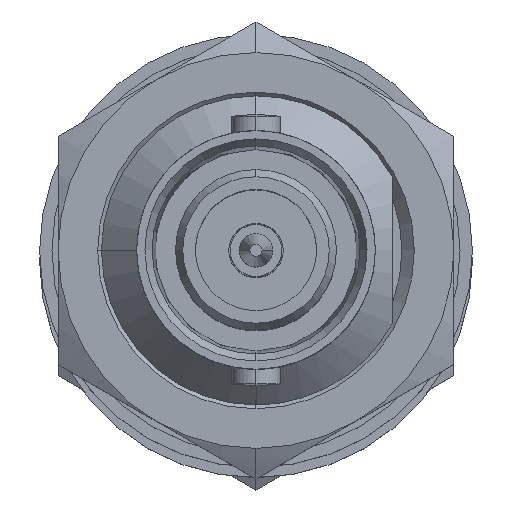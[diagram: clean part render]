
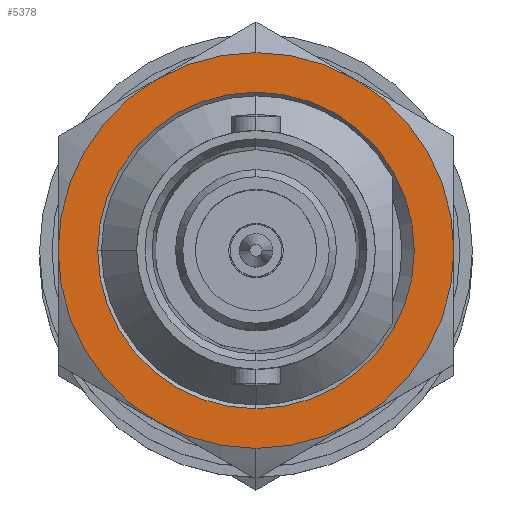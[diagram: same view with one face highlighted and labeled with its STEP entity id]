
A CAD part, top view. The second image highlights one B-rep face of the part: STEP entity #5378.
In plain terms, the highlighted face is planar.
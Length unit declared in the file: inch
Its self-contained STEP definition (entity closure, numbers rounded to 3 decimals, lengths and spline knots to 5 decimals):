
#14 = CARTESIAN_POINT ( 'NONE',  ( 0., 0., 0. ) ) ;
#36 = VERTEX_POINT ( 'NONE', #5158 ) ;
#49 = AXIS2_PLACEMENT_3D ( 'NONE', #4845, #4751, #6035 ) ;
#289 = DIRECTION ( 'NONE',  ( 0., -1., 0. ) ) ;
#308 = VERTEX_POINT ( 'NONE', #4978 ) ;
#353 = EDGE_CURVE ( 'NONE', #6822, #3502, #367, .T. ) ;
#367 = CIRCLE ( 'NONE', #5075, 0.31496 ) ;
#394 = CARTESIAN_POINT ( 'NONE',  ( 0., 0.27276, 0.15748 ) ) ;
#546 = DIRECTION ( 'NONE',  ( -1., 0., 0. ) ) ;
#575 = ORIENTED_EDGE ( 'NONE', *, *, #7914, .T. ) ;
#577 = VERTEX_POINT ( 'NONE', #5553 ) ;
#653 = ORIENTED_EDGE ( 'NONE', *, *, #2316, .T. ) ;
#666 = VERTEX_POINT ( 'NONE', #1290 ) ;
#710 = DIRECTION ( 'NONE',  ( 1., 0., 0. ) ) ;
#720 = EDGE_CURVE ( 'NONE', #666, #577, #4515, .T. ) ;
#770 = AXIS2_PLACEMENT_3D ( 'NONE', #8588, #4518, #2581 ) ;
#1029 = CARTESIAN_POINT ( 'NONE',  ( 0., 0., -0.25197 ) ) ;
#1194 = EDGE_CURVE ( 'NONE', #2899, #7365, #5496, .T. ) ;
#1290 = CARTESIAN_POINT ( 'NONE',  ( 0., 0.25197, 0. ) ) ;
#1360 = AXIS2_PLACEMENT_3D ( 'NONE', #5590, #1688, #2265 ) ;
#1390 = FACE_OUTER_BOUND ( 'NONE', #7345, .T. ) ;
#1395 = CARTESIAN_POINT ( 'NONE',  ( 0., 0., 0. ) ) ;
#1601 = ORIENTED_EDGE ( 'NONE', *, *, #7860, .T. ) ;
#1607 = DIRECTION ( 'NONE',  ( 1., 0., 0. ) ) ;
#1688 = DIRECTION ( 'NONE',  ( 1., 0., 0. ) ) ;
#1767 = DIRECTION ( 'NONE',  ( 0., -1., 0. ) ) ;
#2003 = DIRECTION ( 'NONE',  ( 0., 0., -1. ) ) ;
#2027 = AXIS2_PLACEMENT_3D ( 'NONE', #14, #546, #6821 ) ;
#2032 = CIRCLE ( 'NONE', #770, 0.31496 ) ;
#2091 = FACE_BOUND ( 'NONE', #6416, .T. ) ;
#2235 = CIRCLE ( 'NONE', #3251, 0.31496 ) ;
#2248 = VERTEX_POINT ( 'NONE', #1029 ) ;
#2265 = DIRECTION ( 'NONE',  ( 0., 1., 0. ) ) ;
#2316 = EDGE_CURVE ( 'NONE', #577, #2248, #6954, .T. ) ;
#2318 = CARTESIAN_POINT ( 'NONE',  ( 0., 0., 0. ) ) ;
#2319 = AXIS2_PLACEMENT_3D ( 'NONE', #3295, #3881, #1767 ) ;
#2471 = CIRCLE ( 'NONE', #2319, 0.25197 ) ;
#2581 = DIRECTION ( 'NONE',  ( 0., -0.866, -0.5 ) ) ;
#2590 = CARTESIAN_POINT ( 'NONE',  ( 0., -0.31496, 0. ) ) ;
#2627 = CARTESIAN_POINT ( 'NONE',  ( 0., 0., 0. ) ) ;
#2632 = AXIS2_PLACEMENT_3D ( 'NONE', #1395, #5427, #2003 ) ;
#2744 = EDGE_CURVE ( 'NONE', #308, #36, #2235, .T. ) ;
#2899 = VERTEX_POINT ( 'NONE', #394 ) ;
#2934 = DIRECTION ( 'NONE',  ( 0., 0.866, 0.5 ) ) ;
#3037 = DIRECTION ( 'NONE',  ( 0., -0.866, -0.5 ) ) ;
#3203 = AXIS2_PLACEMENT_3D ( 'NONE', #5750, #8452, #7608 ) ;
#3236 = CIRCLE ( 'NONE', #6924, 0.31496 ) ;
#3251 = AXIS2_PLACEMENT_3D ( 'NONE', #2627, #710, #7425 ) ;
#3295 = CARTESIAN_POINT ( 'NONE',  ( 0., 0., 0. ) ) ;
#3502 = VERTEX_POINT ( 'NONE', #5661 ) ;
#3814 = EDGE_CURVE ( 'NONE', #7008, #36, #3236, .T. ) ;
#3881 = DIRECTION ( 'NONE',  ( 1., 0., 0. ) ) ;
#3948 = CARTESIAN_POINT ( 'NONE',  ( 0., -0.27276, -0.15748 ) ) ;
#4216 = ORIENTED_EDGE ( 'NONE', *, *, #353, .F. ) ;
#4319 = ORIENTED_EDGE ( 'NONE', *, *, #720, .T. ) ;
#4372 = DIRECTION ( 'NONE',  ( 1., 0., 0. ) ) ;
#4515 = CIRCLE ( 'NONE', #1360, 0.25197 ) ;
#4518 = DIRECTION ( 'NONE',  ( -1., 0., 0. ) ) ;
#4633 = CIRCLE ( 'NONE', #2632, 0.31496 ) ;
#4751 = DIRECTION ( 'NONE',  ( 1., 0., 0. ) ) ;
#4845 = CARTESIAN_POINT ( 'NONE',  ( 0., 0., 0. ) ) ;
#4978 = CARTESIAN_POINT ( 'NONE',  ( 0., 0., 0.31496 ) ) ;
#5075 = AXIS2_PLACEMENT_3D ( 'NONE', #7716, #1607, #3037 ) ;
#5158 = CARTESIAN_POINT ( 'NONE',  ( 0., -0.27276, 0.15748 ) ) ;
#5378 = ADVANCED_FACE ( 'NONE', ( #2091, #1390 ), #8081, .F. ) ;
#5427 = DIRECTION ( 'NONE',  ( 1., 0., 0. ) ) ;
#5496 = CIRCLE ( 'NONE', #3203, 0.31496 ) ;
#5553 = CARTESIAN_POINT ( 'NONE',  ( 0., -0.25197, 0. ) ) ;
#5567 = VERTEX_POINT ( 'NONE', #5719 ) ;
#5590 = CARTESIAN_POINT ( 'NONE',  ( 0., 0., 0. ) ) ;
#5602 = DIRECTION ( 'NONE',  ( -1., 0., 0. ) ) ;
#5645 = EDGE_CURVE ( 'NONE', #7365, #5567, #7730, .T. ) ;
#5661 = CARTESIAN_POINT ( 'NONE',  ( 0., 0., -0.31496 ) ) ;
#5719 = CARTESIAN_POINT ( 'NONE',  ( 0., 0.27276, -0.15748 ) ) ;
#5750 = CARTESIAN_POINT ( 'NONE',  ( 0., 0., 0. ) ) ;
#5818 = ORIENTED_EDGE ( 'NONE', *, *, #1194, .T. ) ;
#5864 = CARTESIAN_POINT ( 'NONE',  ( 0., 0., 0. ) ) ;
#5905 = CIRCLE ( 'NONE', #8171, 0.31496 ) ;
#5927 = ORIENTED_EDGE ( 'NONE', *, *, #2744, .F. ) ;
#5987 = ORIENTED_EDGE ( 'NONE', *, *, #6540, .F. ) ;
#6035 = DIRECTION ( 'NONE',  ( 0., 1., 0. ) ) ;
#6292 = CARTESIAN_POINT ( 'NONE',  ( 0., 0.31496, 0. ) ) ;
#6306 = ORIENTED_EDGE ( 'NONE', *, *, #8264, .F. ) ;
#6345 = ORIENTED_EDGE ( 'NONE', *, *, #3814, .T. ) ;
#6416 = EDGE_LOOP ( 'NONE', ( #653, #1601, #4319 ) ) ;
#6540 = EDGE_CURVE ( 'NONE', #3502, #5567, #4633, .T. ) ;
#6821 = DIRECTION ( 'NONE',  ( 0., 0.866, 0.5 ) ) ;
#6822 = VERTEX_POINT ( 'NONE', #3948 ) ;
#6924 = AXIS2_PLACEMENT_3D ( 'NONE', #2318, #5602, #8387 ) ;
#6954 = CIRCLE ( 'NONE', #8099, 0.25197 ) ;
#7008 = VERTEX_POINT ( 'NONE', #2590 ) ;
#7061 = CARTESIAN_POINT ( 'NONE',  ( 0., 0., 0. ) ) ;
#7127 = DIRECTION ( 'NONE',  ( 1., 0., 0. ) ) ;
#7345 = EDGE_LOOP ( 'NONE', ( #5987, #4216, #575, #6345, #5927, #6306, #5818, #7799 ) ) ;
#7365 = VERTEX_POINT ( 'NONE', #6292 ) ;
#7425 = DIRECTION ( 'NONE',  ( 0., 0., 1. ) ) ;
#7608 = DIRECTION ( 'NONE',  ( 0., 0.866, 0.5 ) ) ;
#7716 = CARTESIAN_POINT ( 'NONE',  ( 0., 0., 0. ) ) ;
#7730 = CIRCLE ( 'NONE', #2027, 0.31496 ) ;
#7799 = ORIENTED_EDGE ( 'NONE', *, *, #5645, .T. ) ;
#7860 = EDGE_CURVE ( 'NONE', #2248, #666, #2471, .T. ) ;
#7914 = EDGE_CURVE ( 'NONE', #6822, #7008, #2032, .T. ) ;
#8081 = PLANE ( 'NONE',  #49 ) ;
#8099 = AXIS2_PLACEMENT_3D ( 'NONE', #5864, #7127, #289 ) ;
#8171 = AXIS2_PLACEMENT_3D ( 'NONE', #7061, #4372, #2934 ) ;
#8264 = EDGE_CURVE ( 'NONE', #2899, #308, #5905, .T. ) ;
#8387 = DIRECTION ( 'NONE',  ( 0., -0.866, -0.5 ) ) ;
#8452 = DIRECTION ( 'NONE',  ( -1., 0., 0. ) ) ;
#8588 = CARTESIAN_POINT ( 'NONE',  ( 0., 0., 0. ) ) ;
